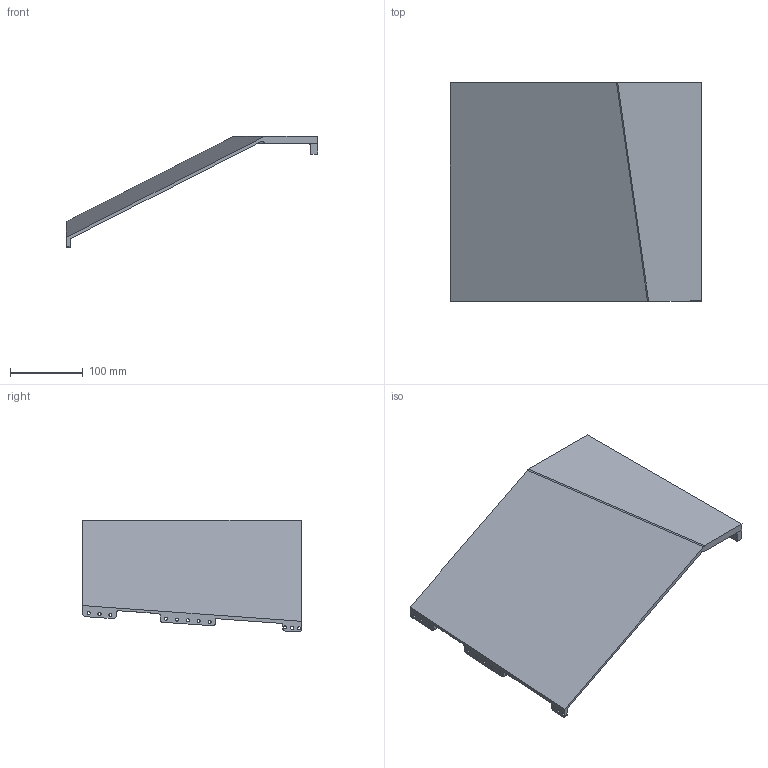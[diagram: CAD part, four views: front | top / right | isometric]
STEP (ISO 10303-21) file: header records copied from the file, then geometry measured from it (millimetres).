
FILE_DESCRIPTION( ( 'Unknown' ), '1' );
FILE_NAME( '右侧板（S3.8.11399）.stp', 'Unknown', ( 'Unknown' ), ( 'Unknown' ), 'XStep 1.0', 'Unknown', ' ' );
FILE_SCHEMA( ( 'automotive_design' ) );
Length unit declared in the file: millimetre
Products named in the file (1): 1
Bounding box: 344.43 x 299.66 x 153.58 mm (x, y, z)
Volume: 693861.4 mm3; surface area: 249449.7 mm2
Topology: 1 solids, 1 shells, 85 faces, 248 edges, 176 vertices
Faces by surface type: cylinder 44, plane 34, bspline 7
Full cylindrical faces by diameter (mm): 3.242 x22, 4.2 x11
Entity records: 3689 total; most frequent: CARTESIAN_POINT 987, DIRECTION 392, ORIENTED_EDGE 364, EDGE_CURVE 182, EDGE_LOOP 173, AXIS2_PLACEMENT_3D 164, VERTEX_POINT 143, FACE_OUTER_BOUND 118
